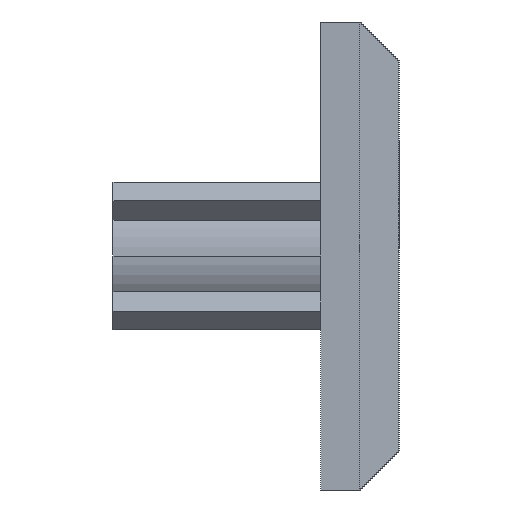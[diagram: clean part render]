
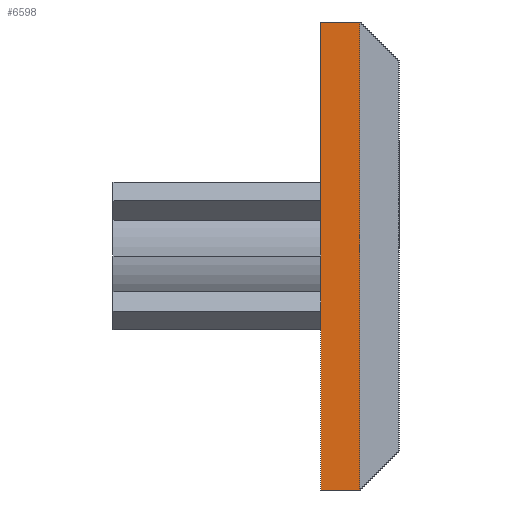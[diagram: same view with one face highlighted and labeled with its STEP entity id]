
A CAD part, left-side view. The second image highlights one B-rep face of the part: STEP entity #6598.
In plain terms, the highlighted planar face has unit normal (-1, 0, 0).
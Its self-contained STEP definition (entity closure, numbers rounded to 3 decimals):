
#1062=DIRECTION('',(0.,-1.,0.));
#1063=VECTOR('',#1062,0.75);
#1064=CARTESIAN_POINT('',(-35.5,1.5,4.5));
#1065=LINE('',#1064,#1063);
#1069=DIRECTION('',(0.,0.,1.));
#1070=VECTOR('',#1069,9.);
#1071=CARTESIAN_POINT('',(-35.5,0.75,-4.5));
#1072=LINE('',#1071,#1070);
#1083=DIRECTION('',(0.,-1.,0.));
#1084=VECTOR('',#1083,0.75);
#1085=CARTESIAN_POINT('',(-35.5,1.5,-4.5));
#1086=LINE('',#1085,#1084);
#1104=DIRECTION('',(0.,0.,-1.));
#1105=VECTOR('',#1104,9.);
#1106=CARTESIAN_POINT('',(-35.5,1.5,4.5));
#1107=LINE('',#1106,#1105);
#5238=CARTESIAN_POINT('',(-35.5,0.75,-4.5));
#5239=VERTEX_POINT('',#5238);
#5242=CARTESIAN_POINT('',(-35.5,0.75,4.5));
#5243=VERTEX_POINT('',#5242);
#5244=CARTESIAN_POINT('',(-35.5,1.5,4.5));
#5245=VERTEX_POINT('',#5244);
#5248=CARTESIAN_POINT('',(-35.5,1.5,-4.5));
#5249=VERTEX_POINT('',#5248);
#6584=CARTESIAN_POINT('',(-35.5,0.,-4.5));
#6585=DIRECTION('',(-1.,0.,0.));
#6586=DIRECTION('',(0.,0.,1.));
#6587=AXIS2_PLACEMENT_3D('',#6584,#6585,#6586);
#6588=PLANE('',#6587);
#6590=ORIENTED_EDGE('',*,*,#6589,.F.);
#6592=ORIENTED_EDGE('',*,*,#6591,.F.);
#6594=ORIENTED_EDGE('',*,*,#6593,.F.);
#6595=ORIENTED_EDGE('',*,*,#6575,.T.);
#6596=EDGE_LOOP('',(#6590,#6592,#6594,#6595));
#6597=FACE_OUTER_BOUND('',#6596,.F.);
#6575=EDGE_CURVE('',#5245,#5243,#1065,.T.);
#6589=EDGE_CURVE('',#5239,#5243,#1072,.T.);
#6591=EDGE_CURVE('',#5249,#5239,#1086,.T.);
#6593=EDGE_CURVE('',#5245,#5249,#1107,.T.);
#6598=ADVANCED_FACE('',(#6597),#6588,.T.);
